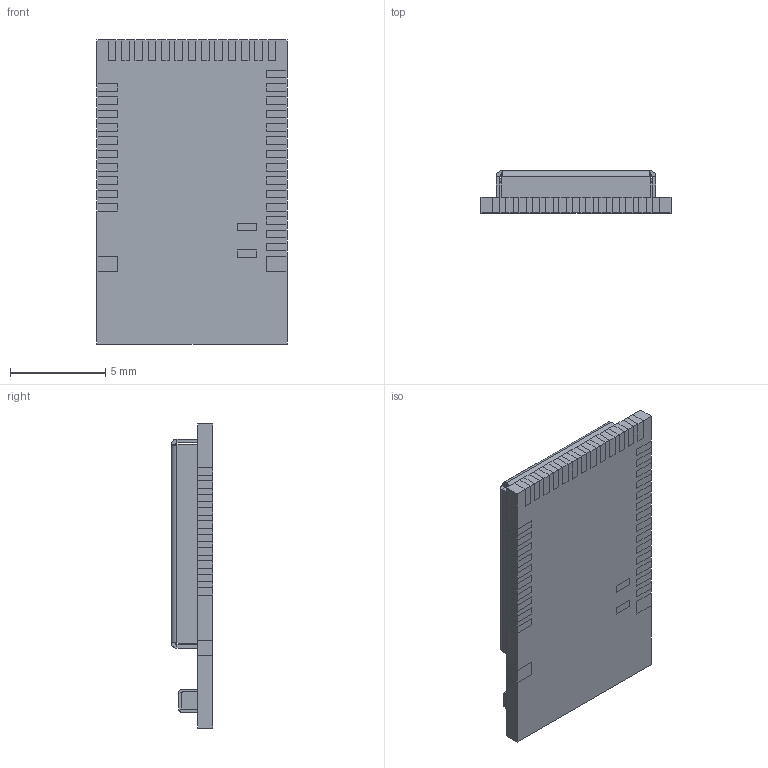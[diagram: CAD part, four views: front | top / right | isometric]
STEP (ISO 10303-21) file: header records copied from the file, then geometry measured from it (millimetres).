
FILE_DESCRIPTION (( 'STEP AP214' ), '1' );
FILE_NAME ('MDBT42Q-512KV2.STEP', '2023-11-28T03:46:25', ( '' ), ( '' ), 'SwSTEP 2.0', 'SolidWorks 2021', '' );
FILE_SCHEMA (( 'AUTOMOTIVE_DESIGN' ));
Length unit declared in the file: millimetre
Products named in the file (1): MDBT42Q-512KV2
Bounding box: 10 x 2.2 x 16 mm (x, y, z)
Volume: 164.5 mm3; surface area: 844.9 mm2
Topology: 45 solids, 45 shells, 670 faces, 1694 edges, 1116 vertices
Faces by surface type: plane 652, cylinder 18
Entity records: 20112 total; most frequent: CARTESIAN_POINT 3481, ORIENTED_EDGE 3388, DIRECTION 3072, EDGE_CURVE 1694, VECTOR 1658, LINE 1658, VERTEX_POINT 1116, AXIS2_PLACEMENT_3D 707
